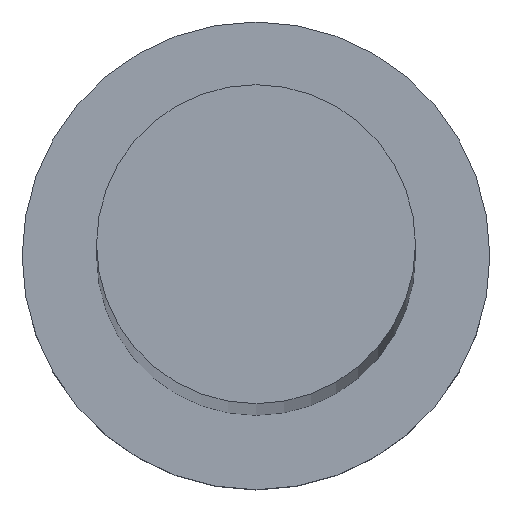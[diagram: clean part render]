
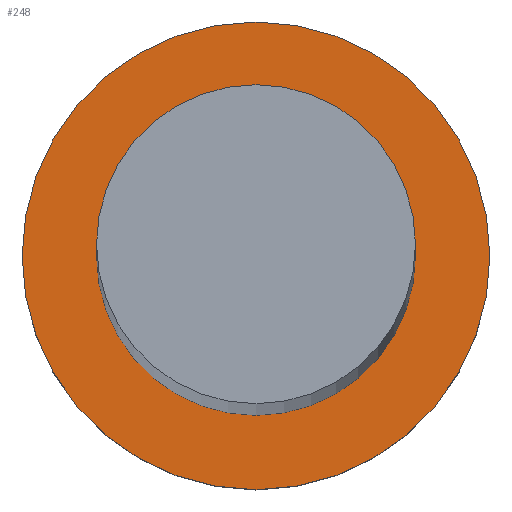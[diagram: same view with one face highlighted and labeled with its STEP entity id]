
A CAD part, top view. The second image highlights one B-rep face of the part: STEP entity #248.
In plain terms, the highlighted planar face has unit normal (0, 0, 1).
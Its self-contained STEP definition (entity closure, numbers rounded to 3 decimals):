
#17 = ORIENTED_EDGE ( 'NONE', *, *, #67, .T. ) ;
#18 = EDGE_LOOP ( 'NONE', ( #232, #17 ) ) ;
#20 = VERTEX_POINT ( 'NONE', #227 ) ;
#27 = EDGE_CURVE ( 'NONE', #65, #20, #186, .T. ) ;
#36 = DIRECTION ( 'NONE',  ( 0., 0., 1. ) ) ;
#40 = DIRECTION ( 'NONE',  ( 0., 0., 1. ) ) ;
#65 = VERTEX_POINT ( 'NONE', #135 ) ;
#67 = EDGE_CURVE ( 'NONE', #177, #123, #91, .T. ) ;
#69 = AXIS2_PLACEMENT_3D ( 'NONE', #226, #36, #246 ) ;
#79 = CARTESIAN_POINT ( 'NONE',  ( -11., 0., 7. ) ) ;
#88 = DIRECTION ( 'NONE',  ( 1., 0., 0. ) ) ;
#89 = DIRECTION ( 'NONE',  ( 0., 0., 1. ) ) ;
#91 = CIRCLE ( 'NONE', #69, 11. ) ;
#105 = DIRECTION ( 'NONE',  ( 1., 0., 0. ) ) ;
#111 = AXIS2_PLACEMENT_3D ( 'NONE', #191, #170, #105 ) ;
#112 = CARTESIAN_POINT ( 'NONE',  ( 0., 0., 7. ) ) ;
#123 = VERTEX_POINT ( 'NONE', #79 ) ;
#124 = CARTESIAN_POINT ( 'NONE',  ( 0., 0., 7. ) ) ;
#126 = ORIENTED_EDGE ( 'NONE', *, *, #241, .F. ) ;
#127 = DIRECTION ( 'NONE',  ( 1., 0., 0. ) ) ;
#129 = CARTESIAN_POINT ( 'NONE',  ( 0., 0., 7. ) ) ;
#130 = AXIS2_PLACEMENT_3D ( 'NONE', #112, #136, #134 ) ;
#134 = DIRECTION ( 'NONE',  ( 1., 0., 0. ) ) ;
#135 = CARTESIAN_POINT ( 'NONE',  ( 7.5, 0., 7. ) ) ;
#136 = DIRECTION ( 'NONE',  ( 0., 0., 1. ) ) ;
#138 = ORIENTED_EDGE ( 'NONE', *, *, #27, .F. ) ;
#145 = FACE_BOUND ( 'NONE', #215, .T. ) ;
#168 = AXIS2_PLACEMENT_3D ( 'NONE', #129, #89, #127 ) ;
#170 = DIRECTION ( 'NONE',  ( 0., 0., 1. ) ) ;
#175 = CIRCLE ( 'NONE', #111, 7.5 ) ;
#177 = VERTEX_POINT ( 'NONE', #231 ) ;
#185 = PLANE ( 'NONE',  #220 ) ;
#186 = CIRCLE ( 'NONE', #130, 7.5 ) ;
#191 = CARTESIAN_POINT ( 'NONE',  ( 0., 0., 7. ) ) ;
#198 = FACE_OUTER_BOUND ( 'NONE', #18, .T. ) ;
#215 = EDGE_LOOP ( 'NONE', ( #126, #138 ) ) ;
#220 = AXIS2_PLACEMENT_3D ( 'NONE', #124, #40, #88 ) ;
#224 = CIRCLE ( 'NONE', #168, 11. ) ;
#226 = CARTESIAN_POINT ( 'NONE',  ( 0., 0., 7. ) ) ;
#227 = CARTESIAN_POINT ( 'NONE',  ( -7.5, 0., 7. ) ) ;
#231 = CARTESIAN_POINT ( 'NONE',  ( 11., 0., 7. ) ) ;
#232 = ORIENTED_EDGE ( 'NONE', *, *, #244, .T. ) ;
#241 = EDGE_CURVE ( 'NONE', #20, #65, #175, .T. ) ;
#244 = EDGE_CURVE ( 'NONE', #123, #177, #224, .T. ) ;
#246 = DIRECTION ( 'NONE',  ( 1., 0., 0. ) ) ;
#248 = ADVANCED_FACE ( 'NONE', ( #145, #198 ), #185, .T. ) ;
